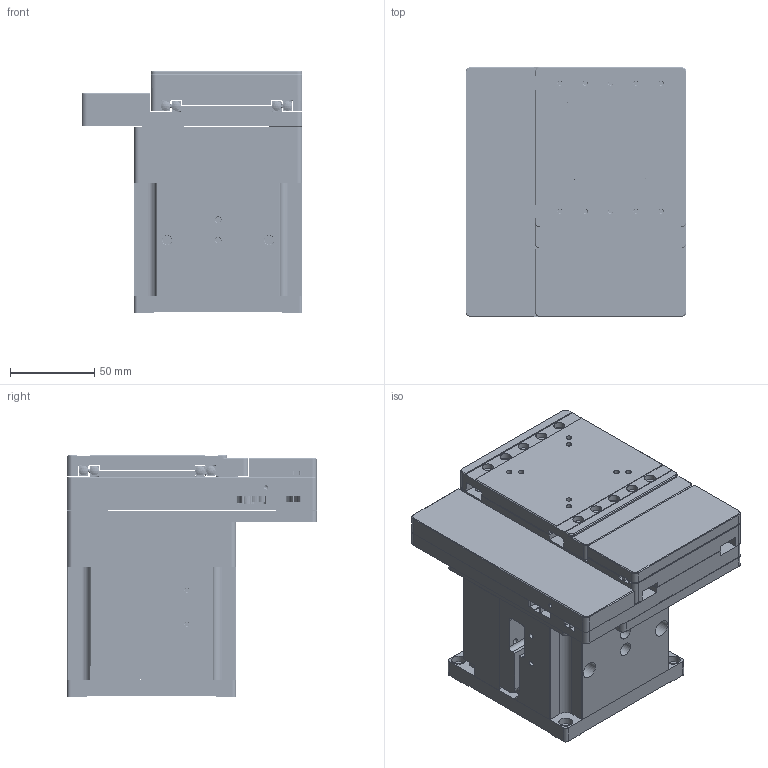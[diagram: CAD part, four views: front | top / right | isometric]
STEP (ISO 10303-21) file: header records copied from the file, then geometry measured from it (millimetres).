
FILE_DESCRIPTION (( 'STEP AP203' ), '1' );
FILE_NAME ('VS4-1025TG+XY2-2550-20240620-cust.STEP', '2024-07-17T02:25:01', ( 'Windows User' ), ( 'P R C' ), 'SwSTEP 2.0', 'SolidWorks 2020', '' );
FILE_SCHEMA (( 'CONFIG_CONTROL_DESIGN' ));
Products named in the file (1): VS4-1025TG+XY2-2550-20240620-cust
Bounding box: 131 x 148 x 143 mm (x, y, z)
Volume: 1048777.1 mm3; surface area: 347417.1 mm2
Topology: 21 solids, 23 shells, 2729 faces, 7605 edges, 5022 vertices
Faces by surface type: plane 1587, cylinder 793, cone 333, sphere 16
Full cylindrical faces by diameter (mm): 1.6 x11, 2 x59, 2.05 x5, 2.5 x48, 2.55 x48, 3 x14, 3.2 x54, 3.3 x24, 4.4 x48, 4.5 x26, 5 x8, 5.5 x4, 5.6 x16, 6 x23, 6.1 x7, 6.2 x4, 6.5 x36, 6.7 x1, 7 x8, 8 x13, 8.2 x4, 8.25 x14, 8.254 x2, 9 x1, 9.1 x3, 10 x4
Entity records: 92859 total; most frequent: CARTESIAN_POINT 26913, ORIENTED_EDGE 13048, DIRECTION 12828, EDGE_CURVE 6524, VERTEX_POINT 4744, AXIS2_PLACEMENT_3D 4399, EDGE_LOOP 4274, LINE 4030
